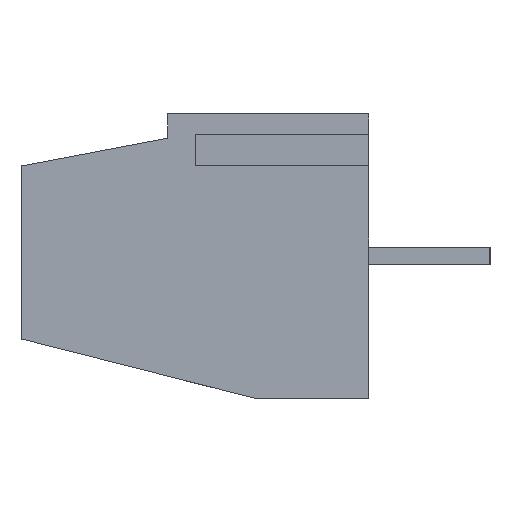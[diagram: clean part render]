
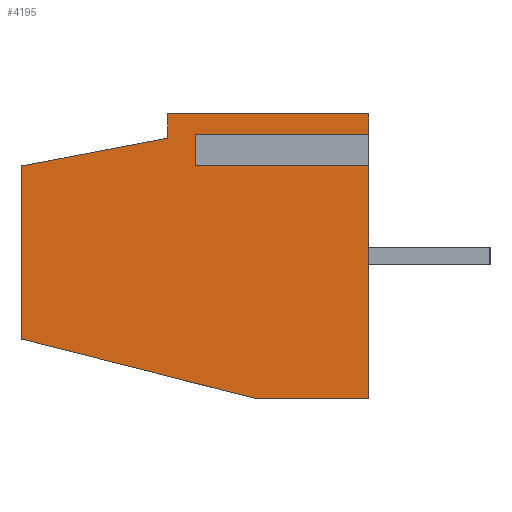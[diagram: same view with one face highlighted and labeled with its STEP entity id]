
A CAD part, left-side view. The second image highlights one B-rep face of the part: STEP entity #4195.
In plain terms, the highlighted planar face has unit normal (-1, 0, 0).
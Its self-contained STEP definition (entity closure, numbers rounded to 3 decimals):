
#134=DIRECTION('',(0.,0.,1.));
#135=VECTOR('',#134,0.5);
#136=CARTESIAN_POINT('',(-25.,0.,-1.3));
#137=LINE('',#136,#135);
#138=DIRECTION('',(0.,1.,0.));
#139=VECTOR('',#138,5.);
#140=CARTESIAN_POINT('',(-25.,-5.,-1.3));
#141=LINE('',#140,#139);
#142=DIRECTION('',(0.,0.,-1.));
#143=VECTOR('',#142,6.9);
#144=CARTESIAN_POINT('',(-25.,-5.,-1.3));
#145=LINE('',#144,#143);
#146=DIRECTION('',(0.,1.,0.));
#147=VECTOR('',#146,3.3);
#148=CARTESIAN_POINT('',(-25.,-5.,-8.2));
#149=LINE('',#148,#147);
#150=DIRECTION('',(0.,0.969,0.246));
#151=VECTOR('',#150,6.912);
#152=CARTESIAN_POINT('',(-25.,-1.7,-8.2));
#153=LINE('',#152,#151);
#154=DIRECTION('',(0.,0.,1.));
#155=VECTOR('',#154,5.);
#156=CARTESIAN_POINT('',(-25.,5.,-6.5));
#157=LINE('',#156,#155);
#158=DIRECTION('',(0.,-0.982,0.187));
#159=VECTOR('',#158,4.276);
#160=CARTESIAN_POINT('',(-25.,5.,-1.5));
#161=LINE('',#160,#159);
#162=DIRECTION('',(0.,0.,1.));
#163=VECTOR('',#162,0.7);
#164=CARTESIAN_POINT('',(-25.,0.8,-0.7));
#165=LINE('',#164,#163);
#166=DIRECTION('',(0.,-1.,0.));
#167=VECTOR('',#166,5.8);
#168=CARTESIAN_POINT('',(-25.,0.8,0.));
#169=LINE('',#168,#167);
#170=DIRECTION('',(0.,0.,-1.));
#171=VECTOR('',#170,0.8);
#172=CARTESIAN_POINT('',(-25.,-5.,0.));
#173=LINE('',#172,#171);
#174=DIRECTION('',(0.,1.,0.));
#175=VECTOR('',#174,5.);
#176=CARTESIAN_POINT('',(-25.,-5.,-0.8));
#177=LINE('',#176,#175);
#3178=CARTESIAN_POINT('',(-25.,-5.,-8.2));
#3179=CARTESIAN_POINT('',(-25.,-1.7,-8.2));
#3180=VERTEX_POINT('',#3178);
#3181=VERTEX_POINT('',#3179);
#3182=CARTESIAN_POINT('',(-25.,5.,-6.5));
#3183=VERTEX_POINT('',#3182);
#3184=CARTESIAN_POINT('',(-25.,5.,-1.5));
#3185=VERTEX_POINT('',#3184);
#3186=CARTESIAN_POINT('',(-25.,0.8,-0.7));
#3187=VERTEX_POINT('',#3186);
#3188=CARTESIAN_POINT('',(-25.,0.8,0.));
#3189=VERTEX_POINT('',#3188);
#3190=CARTESIAN_POINT('',(-25.,-5.,0.));
#3191=VERTEX_POINT('',#3190);
#3270=CARTESIAN_POINT('',(-25.,0.,-1.3));
#3271=CARTESIAN_POINT('',(-25.,0.,-0.8));
#3272=VERTEX_POINT('',#3270);
#3273=VERTEX_POINT('',#3271);
#3274=CARTESIAN_POINT('',(-25.,-5.,-0.8));
#3275=VERTEX_POINT('',#3274);
#3276=CARTESIAN_POINT('',(-25.,-5.,-1.3));
#3277=VERTEX_POINT('',#3276);
#4166=CARTESIAN_POINT('',(-25.,0.,0.));
#4167=DIRECTION('',(1.,0.,0.));
#4168=DIRECTION('',(0.,0.,-1.));
#4169=AXIS2_PLACEMENT_3D('',#4166,#4167,#4168);
#4170=PLANE('',#4169);
#4172=ORIENTED_EDGE('',*,*,#4171,.F.);
#4174=ORIENTED_EDGE('',*,*,#4173,.F.);
#4176=ORIENTED_EDGE('',*,*,#4175,.T.);
#4178=ORIENTED_EDGE('',*,*,#4177,.T.);
#4180=ORIENTED_EDGE('',*,*,#4179,.T.);
#4182=ORIENTED_EDGE('',*,*,#4181,.T.);
#4184=ORIENTED_EDGE('',*,*,#4183,.T.);
#4186=ORIENTED_EDGE('',*,*,#4185,.T.);
#4188=ORIENTED_EDGE('',*,*,#4187,.T.);
#4190=ORIENTED_EDGE('',*,*,#4189,.T.);
#4192=ORIENTED_EDGE('',*,*,#4191,.T.);
#4193=EDGE_LOOP('',(#4172,#4174,#4176,#4178,#4180,#4182,#4184,#4186,#4188,#4190,
#4192));
#4194=FACE_OUTER_BOUND('',#4193,.F.);
#4171=EDGE_CURVE('',#3272,#3273,#137,.T.);
#4173=EDGE_CURVE('',#3277,#3272,#141,.T.);
#4175=EDGE_CURVE('',#3277,#3180,#145,.T.);
#4177=EDGE_CURVE('',#3180,#3181,#149,.T.);
#4179=EDGE_CURVE('',#3181,#3183,#153,.T.);
#4181=EDGE_CURVE('',#3183,#3185,#157,.T.);
#4183=EDGE_CURVE('',#3185,#3187,#161,.T.);
#4185=EDGE_CURVE('',#3187,#3189,#165,.T.);
#4187=EDGE_CURVE('',#3189,#3191,#169,.T.);
#4189=EDGE_CURVE('',#3191,#3275,#173,.T.);
#4191=EDGE_CURVE('',#3275,#3273,#177,.T.);
#4195=ADVANCED_FACE('',(#4194),#4170,.F.);
